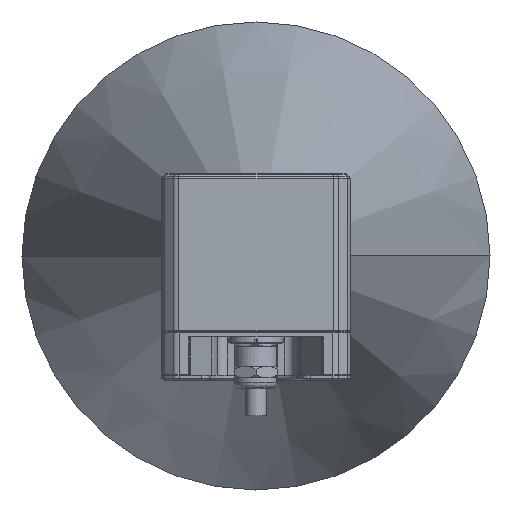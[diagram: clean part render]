
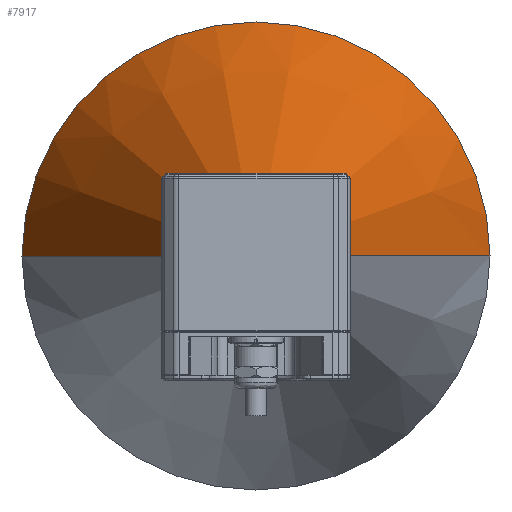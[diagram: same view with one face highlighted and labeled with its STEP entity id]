
A CAD part, left-side view. The second image highlights one B-rep face of the part: STEP entity #7917.
In plain terms, the highlighted conical face has half-angle 19.2 degrees and reference radius 16.233 mm.
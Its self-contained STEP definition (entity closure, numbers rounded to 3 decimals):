
#48 = VECTOR ( 'NONE', #9753, 1000. ) ;
#1754 = VERTEX_POINT ( 'NONE', #2712 ) ;
#2712 = CARTESIAN_POINT ( 'NONE',  ( 16.233, 0., 0. ) ) ;
#2975 = VERTEX_POINT ( 'NONE', #13402 ) ;
#3287 = DIRECTION ( 'NONE',  ( 1., 0., 0. ) ) ;
#4926 = VECTOR ( 'NONE', #5257, 1000. ) ;
#5088 = EDGE_CURVE ( 'NONE', #8981, #7235, #17629, .T. ) ;
#5184 = EDGE_CURVE ( 'NONE', #1754, #2975, #6664, .T. ) ;
#5257 = DIRECTION ( 'NONE',  ( 0.329, 0., -0.944 ) ) ;
#6664 = CIRCLE ( 'NONE', #9895, 16.233 ) ;
#6975 = CARTESIAN_POINT ( 'NONE',  ( 16.233, 0., 0. ) ) ;
#7106 = EDGE_CURVE ( 'NONE', #1754, #8981, #10155, .T. ) ;
#7235 = VERTEX_POINT ( 'NONE', #17646 ) ;
#7917 = ADVANCED_FACE ( 'NONE', ( #10650 ), #14724, .T. ) ;
#7948 = ORIENTED_EDGE ( 'NONE', *, *, #5088, .T. ) ;
#8883 = ORIENTED_EDGE ( 'NONE', *, *, #11708, .F. ) ;
#8981 = VERTEX_POINT ( 'NONE', #15009 ) ;
#9069 = AXIS2_PLACEMENT_3D ( 'NONE', #14030, #14169, #13896 ) ;
#9612 = ORIENTED_EDGE ( 'NONE', *, *, #7106, .T. ) ;
#9753 = DIRECTION ( 'NONE',  ( -0.329, 0., -0.944 ) ) ;
#9895 = AXIS2_PLACEMENT_3D ( 'NONE', #12836, #12762, #12682 ) ;
#10155 = LINE ( 'NONE', #6975, #4926 ) ;
#10650 = FACE_OUTER_BOUND ( 'NONE', #21825, .T. ) ;
#11708 = EDGE_CURVE ( 'NONE', #2975, #7235, #13417, .T. ) ;
#12682 = DIRECTION ( 'NONE',  ( 1., 0., 0. ) ) ;
#12762 = DIRECTION ( 'NONE',  ( 0., 0., 1. ) ) ;
#12836 = CARTESIAN_POINT ( 'NONE',  ( 0., 0., 0. ) ) ;
#13402 = CARTESIAN_POINT ( 'NONE',  ( -16.233, 0., 0. ) ) ;
#13417 = LINE ( 'NONE', #20255, #48 ) ;
#13896 = DIRECTION ( 'NONE',  ( -1., 0., 0. ) ) ;
#14030 = CARTESIAN_POINT ( 'NONE',  ( 0., 0., 0. ) ) ;
#14169 = DIRECTION ( 'NONE',  ( 0., 0., -1. ) ) ;
#14724 = CONICAL_SURFACE ( 'NONE', #9069, 16.233, 0.335 ) ;
#14833 = CARTESIAN_POINT ( 'NONE',  ( 0., 0., -200. ) ) ;
#15009 = CARTESIAN_POINT ( 'NONE',  ( 85.881, 0., -200. ) ) ;
#15373 = DIRECTION ( 'NONE',  ( 0., 0., 1. ) ) ;
#16160 = AXIS2_PLACEMENT_3D ( 'NONE', #14833, #15373, #3287 ) ;
#17629 = CIRCLE ( 'NONE', #16160, 85.881 ) ;
#17646 = CARTESIAN_POINT ( 'NONE',  ( -85.881, 0., -200. ) ) ;
#18052 = ORIENTED_EDGE ( 'NONE', *, *, #5184, .F. ) ;
#20255 = CARTESIAN_POINT ( 'NONE',  ( -16.233, 0., 0. ) ) ;
#21825 = EDGE_LOOP ( 'NONE', ( #18052, #9612, #7948, #8883 ) ) ;
